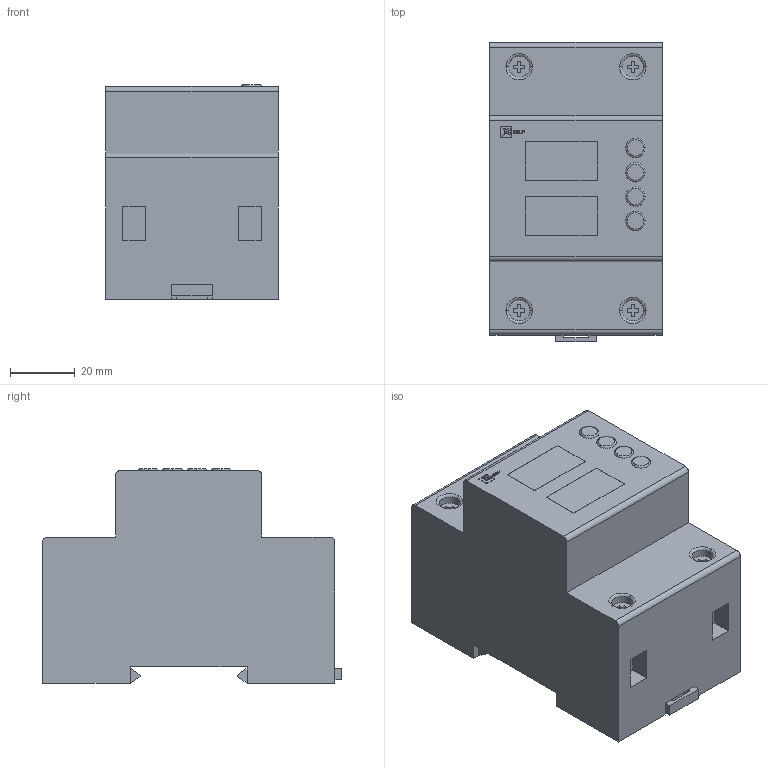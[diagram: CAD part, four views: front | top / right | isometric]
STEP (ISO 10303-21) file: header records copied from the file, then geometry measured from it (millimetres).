
FILE_DESCRIPTION (( 'STEP AP203' ), '1' );
FILE_NAME ('Ðåëå íàïðÿæåíèÿ è òîêà ñ äèñïëååì MRVA 63A.STEP', '2018-09-04T05:55:15', ( '' ), ( '' ), 'SwSTEP 2.0', 'SolidWorks 2017', '' );
FILE_SCHEMA (( 'CONFIG_CONTROL_DESIGN' ));
Length unit declared in the file: millimetre
Products named in the file (1): Ðåëå íàïðÿæåíèÿ è òîêà ñ äèñïëååì MRVA 63A
Bounding box: 53 x 92 x 66 mm (x, y, z)
Volume: 251706.4 mm3; surface area: 27939.2 mm2
Topology: 1 solids, 1 shells, 256 faces, 665 edges, 437 vertices
Faces by surface type: plane 195, cylinder 27, bspline 18, torus 16
Entity records: 8353 total; most frequent: CARTESIAN_POINT 2025, ORIENTED_EDGE 1330, DIRECTION 1202, EDGE_CURVE 665, LINE 534, VECTOR 534, VERTEX_POINT 437, AXIS2_PLACEMENT_3D 334
